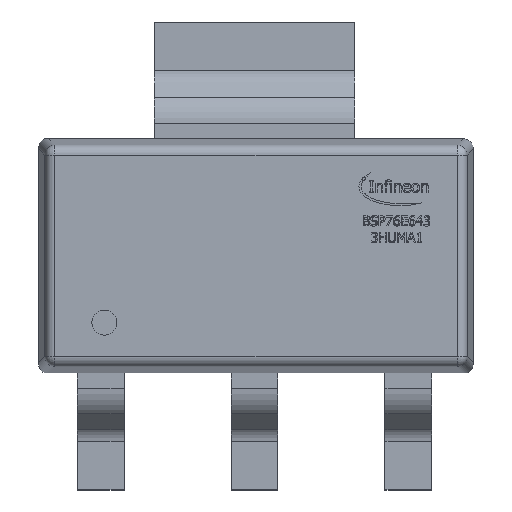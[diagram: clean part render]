
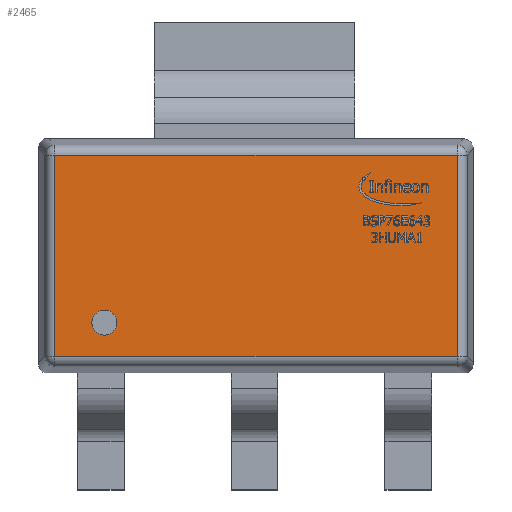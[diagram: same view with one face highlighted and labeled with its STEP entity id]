
A CAD part, top view. The second image highlights one B-rep face of the part: STEP entity #2465.
In plain terms, the highlighted planar face has unit normal (0, 0, 1).
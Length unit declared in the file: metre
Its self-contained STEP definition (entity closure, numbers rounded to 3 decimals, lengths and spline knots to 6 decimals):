
#2465 = ADVANCED_FACE( '', ( #6598 ), #6599, .F. );
#4033 = EDGE_CURVE( '', #5878, #6219, #8897, .T. );
#4125 = EDGE_CURVE( '', #8080, #9014, #9015, .T. );
#4271 = EDGE_CURVE( '', #9014, #5878, #9197, .T. );
#5577 = EDGE_CURVE( '', #6219, #8080, #10732, .T. );
#5878 = VERTEX_POINT( '', #11119 );
#6219 = VERTEX_POINT( '', #11615 );
#6598 = FACE_OUTER_BOUND( '', #12181, .T. );
#6599 = PLANE( '', #12182 );
#8080 = VERTEX_POINT( '', #14474 );
#8897 = LINE( '', #15789, #15790 );
#9014 = VERTEX_POINT( '', #15995 );
#9015 = LINE( '', #15996, #15997 );
#9197 = LINE( '', #16295, #16296 );
#10732 = LINE( '', #18970, #18971 );
#11119 = CARTESIAN_POINT( '', ( -0.003008, -0.001508, 0.001655 ) );
#11615 = CARTESIAN_POINT( '', ( -0.003008, 0.001508, 0.001655 ) );
#12181 = EDGE_LOOP( '', ( #19863, #19864, #19865, #19866 ) );
#12182 = AXIS2_PLACEMENT_3D( '', #19867, #19868, #19869 );
#14474 = CARTESIAN_POINT( '', ( 0.003008, 0.001508, 0.001655 ) );
#15789 = CARTESIAN_POINT( '', ( -0.003008, -0.001695, 0.001655 ) );
#15790 = VECTOR( '', #22826, 1. );
#15995 = CARTESIAN_POINT( '', ( 0.003008, -0.001508, 0.001655 ) );
#15996 = CARTESIAN_POINT( '', ( 0.003008, -0.001695, 0.001655 ) );
#15997 = VECTOR( '', #23000, 1. );
#16295 = CARTESIAN_POINT( '', ( 0.00325, -0.001508, 0.001655 ) );
#16296 = VECTOR( '', #23277, 1. );
#18970 = CARTESIAN_POINT( '', ( 0.00325, 0.001508, 0.001655 ) );
#18971 = VECTOR( '', #25693, 1. );
#19863 = ORIENTED_EDGE( '', *, *, #4033, .F. );
#19864 = ORIENTED_EDGE( '', *, *, #4271, .F. );
#19865 = ORIENTED_EDGE( '', *, *, #4125, .F. );
#19866 = ORIENTED_EDGE( '', *, *, #5577, .F. );
#19867 = CARTESIAN_POINT( '', ( 0.00325, -0.001641, 0.001655 ) );
#19868 = DIRECTION( '', ( 0., 0., -1. ) );
#19869 = DIRECTION( '', ( 0., -1., 0. ) );
#22826 = DIRECTION( '', ( 0., 1., 0. ) );
#23000 = DIRECTION( '', ( 0., -1., 0. ) );
#23277 = DIRECTION( '', ( -1., 0., 0. ) );
#25693 = DIRECTION( '', ( 1., 0., 0. ) );
